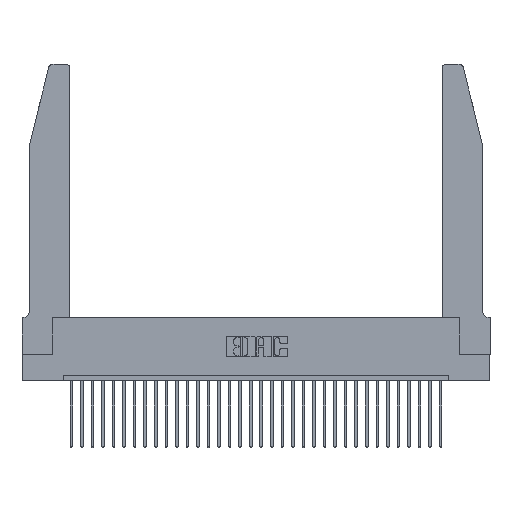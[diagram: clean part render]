
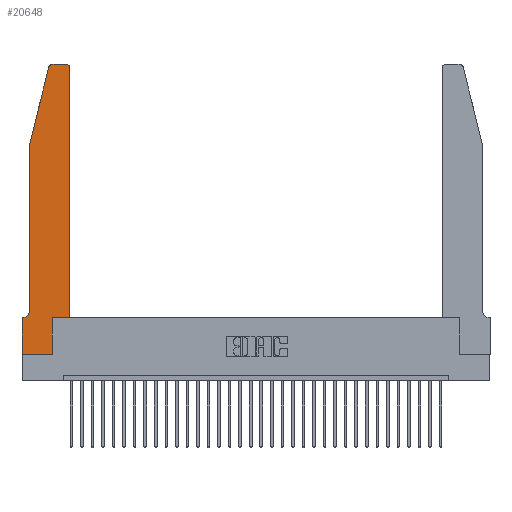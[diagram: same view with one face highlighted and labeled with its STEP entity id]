
A CAD part, top view. The second image highlights one B-rep face of the part: STEP entity #20648.
In plain terms, the highlighted planar face has unit normal (0, 0, 1).
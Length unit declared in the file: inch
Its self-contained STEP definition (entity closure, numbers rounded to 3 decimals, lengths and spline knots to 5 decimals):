
#1037 = LINE ( 'NONE', #28043, #2990 ) ;
#1118 = DIRECTION ( 'NONE',  ( 1., 0., 0. ) ) ;
#1143 = DIRECTION ( 'NONE',  ( 1., 0., 0. ) ) ;
#1180 = VECTOR ( 'NONE', #20088, 39.37008 ) ;
#1244 = VERTEX_POINT ( 'NONE', #19341 ) ;
#1941 = AXIS2_PLACEMENT_3D ( 'NONE', #15155, #25388, #12758 ) ;
#2274 = DIRECTION ( 'NONE',  ( 1., 0., 0. ) ) ;
#2511 = CARTESIAN_POINT ( 'NONE',  ( 0.284, 2.75, 0.37 ) ) ;
#2890 = CARTESIAN_POINT ( 'NONE',  ( 0.2865, 0., 0.37 ) ) ;
#2990 = VECTOR ( 'NONE', #25333, 39.37008 ) ;
#3365 = VERTEX_POINT ( 'NONE', #4337 ) ;
#3950 = EDGE_CURVE ( 'NONE', #25202, #32208, #26454, .T. ) ;
#4051 = EDGE_CURVE ( 'NONE', #7539, #29168, #26845, .T. ) ;
#4337 = CARTESIAN_POINT ( 'NONE',  ( 0.25487, 2.72718, 0.37 ) ) ;
#4398 = CARTESIAN_POINT ( 'NONE',  ( 0.0055, 0.35, 0.37 ) ) ;
#4446 = DIRECTION ( 'NONE',  ( 0., -1., 0. ) ) ;
#5710 = VERTEX_POINT ( 'NONE', #12656 ) ;
#5909 = ORIENTED_EDGE ( 'NONE', *, *, #21768, .T. ) ;
#6071 = VERTEX_POINT ( 'NONE', #30514 ) ;
#6673 = DIRECTION ( 'NONE',  ( -1., 0., 0. ) ) ;
#6834 = CARTESIAN_POINT ( 'NONE',  ( 0.0755, 0.35, 0.37 ) ) ;
#7228 = EDGE_CURVE ( 'NONE', #11476, #1244, #7905, .T. ) ;
#7539 = VERTEX_POINT ( 'NONE', #4398 ) ;
#7660 = VECTOR ( 'NONE', #2274, 39.37008 ) ;
#7905 = LINE ( 'NONE', #15039, #1180 ) ;
#8329 = FACE_OUTER_BOUND ( 'NONE', #12444, .T. ) ;
#8660 = ORIENTED_EDGE ( 'NONE', *, *, #22158, .T. ) ;
#8946 = CARTESIAN_POINT ( 'NONE',  ( 0.2865, 0.35, 0.37 ) ) ;
#9157 = VECTOR ( 'NONE', #26917, 39.37008 ) ;
#9314 = LINE ( 'NONE', #24356, #19546 ) ;
#9734 = EDGE_CURVE ( 'NONE', #26307, #11476, #9314, .T. ) ;
#9772 = ORIENTED_EDGE ( 'NONE', *, *, #3950, .T. ) ;
#9950 = LINE ( 'NONE', #27311, #27273 ) ;
#10056 = ORIENTED_EDGE ( 'NONE', *, *, #17225, .T. ) ;
#11303 = CARTESIAN_POINT ( 'NONE',  ( 0.4205, 2.72, 0.37 ) ) ;
#11334 = VERTEX_POINT ( 'NONE', #2511 ) ;
#11395 = CARTESIAN_POINT ( 'NONE',  ( 0.284, 2.72, 0.37 ) ) ;
#11476 = VERTEX_POINT ( 'NONE', #8946 ) ;
#12273 = DIRECTION ( 'NONE',  ( 0., 1., 0. ) ) ;
#12444 = EDGE_LOOP ( 'NONE', ( #28551, #13455, #22667, #5909, #8660, #17561, #10056, #17666, #22980, #29530, #13526, #9772 ) ) ;
#12565 = CARTESIAN_POINT ( 'NONE',  ( 0.2605, 2.75, 0.37 ) ) ;
#12656 = CARTESIAN_POINT ( 'NONE',  ( 0., 0., 0.37 ) ) ;
#12758 = DIRECTION ( 'NONE',  ( -1., 0., 0. ) ) ;
#13176 = EDGE_CURVE ( 'NONE', #11334, #3365, #25185, .T. ) ;
#13455 = ORIENTED_EDGE ( 'NONE', *, *, #13176, .T. ) ;
#13526 = ORIENTED_EDGE ( 'NONE', *, *, #20602, .T. ) ;
#14191 = LINE ( 'NONE', #31036, #31934 ) ;
#14332 = DIRECTION ( 'NONE',  ( 0., 1., 0. ) ) ;
#14521 = AXIS2_PLACEMENT_3D ( 'NONE', #28967, #24023, #30355 ) ;
#14736 = VECTOR ( 'NONE', #6673, 39.37008 ) ;
#15039 = CARTESIAN_POINT ( 'NONE',  ( 0.4505, 0.35, 0.37 ) ) ;
#15155 = CARTESIAN_POINT ( 'NONE',  ( 0.0055, 0.42, 0.37 ) ) ;
#16104 = CARTESIAN_POINT ( 'NONE',  ( 0.4205, 2.75, 0.37 ) ) ;
#16240 = DIRECTION ( 'NONE',  ( 0., 0., 1. ) ) ;
#17225 = EDGE_CURVE ( 'NONE', #29168, #5710, #32291, .T. ) ;
#17561 = ORIENTED_EDGE ( 'NONE', *, *, #4051, .T. ) ;
#17666 = ORIENTED_EDGE ( 'NONE', *, *, #25188, .T. ) ;
#19341 = CARTESIAN_POINT ( 'NONE',  ( 0.4505, 0.35, 0.37 ) ) ;
#19546 = VECTOR ( 'NONE', #14332, 39.37008 ) ;
#20088 = DIRECTION ( 'NONE',  ( 1., 0., 0. ) ) ;
#20232 = LINE ( 'NONE', #12565, #14736 ) ;
#20602 = EDGE_CURVE ( 'NONE', #1244, #25202, #9950, .T. ) ;
#20648 = ADVANCED_FACE ( 'NONE', ( #8329 ), #27977, .T. ) ;
#20969 = CARTESIAN_POINT ( 'NONE',  ( 0., 0.35, 0.37 ) ) ;
#21768 = EDGE_CURVE ( 'NONE', #6071, #27695, #14191, .T. ) ;
#22158 = EDGE_CURVE ( 'NONE', #27695, #7539, #25578, .T. ) ;
#22667 = ORIENTED_EDGE ( 'NONE', *, *, #29878, .T. ) ;
#22980 = ORIENTED_EDGE ( 'NONE', *, *, #9734, .T. ) ;
#24023 = DIRECTION ( 'NONE',  ( 0., 0., 1. ) ) ;
#24356 = CARTESIAN_POINT ( 'NONE',  ( 0.2865, 0.35, 0.37 ) ) ;
#24511 = AXIS2_PLACEMENT_3D ( 'NONE', #11395, #26327, #1118 ) ;
#25185 = CIRCLE ( 'NONE', #24511, 0.03 ) ;
#25188 = EDGE_CURVE ( 'NONE', #5710, #26307, #28892, .T. ) ;
#25202 = VERTEX_POINT ( 'NONE', #28354 ) ;
#25298 = EDGE_CURVE ( 'NONE', #32208, #11334, #20232, .T. ) ;
#25333 = DIRECTION ( 'NONE',  ( -0.239, -0.971, 0. ) ) ;
#25388 = DIRECTION ( 'NONE',  ( 0., 0., -1. ) ) ;
#25578 = CIRCLE ( 'NONE', #1941, 0.07 ) ;
#26307 = VERTEX_POINT ( 'NONE', #2890 ) ;
#26327 = DIRECTION ( 'NONE',  ( 0., 0., 1. ) ) ;
#26454 = CIRCLE ( 'NONE', #30058, 0.03 ) ;
#26493 = CARTESIAN_POINT ( 'NONE',  ( 0., 0., 0.37 ) ) ;
#26845 = LINE ( 'NONE', #6834, #9157 ) ;
#26917 = DIRECTION ( 'NONE',  ( -1., 0., 0. ) ) ;
#27012 = CARTESIAN_POINT ( 'NONE',  ( 0., 0., 0.37 ) ) ;
#27273 = VECTOR ( 'NONE', #12273, 39.37008 ) ;
#27311 = CARTESIAN_POINT ( 'NONE',  ( 0.4505, 0.35, 0.37 ) ) ;
#27695 = VERTEX_POINT ( 'NONE', #28689 ) ;
#27977 = PLANE ( 'NONE',  #14521 ) ;
#28043 = CARTESIAN_POINT ( 'NONE',  ( 0.0755, 2., 0.37 ) ) ;
#28354 = CARTESIAN_POINT ( 'NONE',  ( 0.4505, 2.72, 0.37 ) ) ;
#28551 = ORIENTED_EDGE ( 'NONE', *, *, #25298, .T. ) ;
#28689 = CARTESIAN_POINT ( 'NONE',  ( 0.0755, 0.42, 0.37 ) ) ;
#28892 = LINE ( 'NONE', #26493, #7660 ) ;
#28967 = CARTESIAN_POINT ( 'NONE',  ( 0., 0.35, 0.37 ) ) ;
#29168 = VERTEX_POINT ( 'NONE', #20969 ) ;
#29530 = ORIENTED_EDGE ( 'NONE', *, *, #7228, .T. ) ;
#29878 = EDGE_CURVE ( 'NONE', #3365, #6071, #1037, .T. ) ;
#29906 = VECTOR ( 'NONE', #4446, 39.37008 ) ;
#30058 = AXIS2_PLACEMENT_3D ( 'NONE', #11303, #16240, #1143 ) ;
#30355 = DIRECTION ( 'NONE',  ( 1., 0., 0. ) ) ;
#30514 = CARTESIAN_POINT ( 'NONE',  ( 0.0755, 2., 0.37 ) ) ;
#30696 = DIRECTION ( 'NONE',  ( 0., -1., 0. ) ) ;
#31036 = CARTESIAN_POINT ( 'NONE',  ( 0.0755, 2., 0.37 ) ) ;
#31934 = VECTOR ( 'NONE', #30696, 39.37008 ) ;
#32208 = VERTEX_POINT ( 'NONE', #16104 ) ;
#32291 = LINE ( 'NONE', #27012, #29906 ) ;
